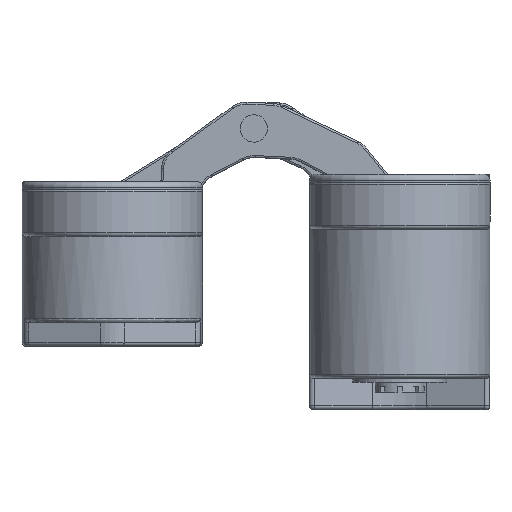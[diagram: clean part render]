
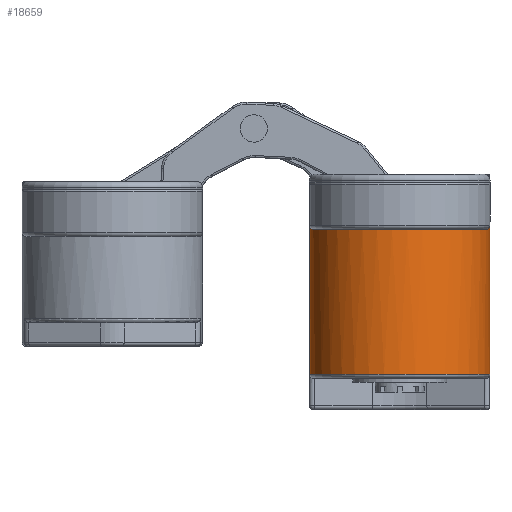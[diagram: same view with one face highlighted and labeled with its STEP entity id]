
A CAD part, front view. The second image highlights one B-rep face of the part: STEP entity #18659.
In plain terms, the highlighted cylindrical face has radius 11.5 mm (diameter 23 mm), a partial arc.
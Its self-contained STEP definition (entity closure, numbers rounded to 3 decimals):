
#949=CIRCLE('',#19690,11.5);
#1063=CIRCLE('',#20020,11.5);
#2413=FACE_OUTER_BOUND('',#3601,.T.);
#3601=EDGE_LOOP('',(#14308,#14309,#14310,#14311,#14312,#14313));
#4474=B_SPLINE_CURVE_WITH_KNOTS('',3,(#28206,#28207,#28208,#28209,#28210,
#28211),.UNSPECIFIED.,.F.,.F.,(4,2,4),(0.632,0.794,
0.957),.UNSPECIFIED.);
#4475=B_SPLINE_CURVE_WITH_KNOTS('',3,(#28273,#28274,#28275,#28276,#28277,
#28278),.UNSPECIFIED.,.F.,.F.,(4,2,4),(0.,0.176,0.323),
 .UNSPECIFIED.);
#4564=LINE('',#28282,#6117);
#4596=LINE('',#28348,#6149);
#6117=VECTOR('',#21994,10.);
#6149=VECTOR('',#22048,10.);
#7651=VERTEX_POINT('',#28203);
#7652=VERTEX_POINT('',#28205);
#7672=VERTEX_POINT('',#28270);
#7673=VERTEX_POINT('',#28272);
#7674=VERTEX_POINT('',#28281);
#7697=VERTEX_POINT('',#28347);
#9332=EDGE_CURVE('',#7651,#7652,#4474,.F.);
#9363=EDGE_CURVE('',#7672,#7673,#4475,.F.);
#9365=EDGE_CURVE('',#7651,#7674,#4564,.T.);
#9398=EDGE_CURVE('',#7673,#7697,#4596,.T.);
#9518=EDGE_CURVE('',#7697,#7674,#949,.T.);
#9944=EDGE_CURVE('',#7652,#7672,#1063,.T.);
#14308=ORIENTED_EDGE('',*,*,#9518,.F.);
#14309=ORIENTED_EDGE('',*,*,#9398,.F.);
#14310=ORIENTED_EDGE('',*,*,#9363,.F.);
#14311=ORIENTED_EDGE('',*,*,#9944,.F.);
#14312=ORIENTED_EDGE('',*,*,#9332,.F.);
#14313=ORIENTED_EDGE('',*,*,#9365,.T.);
#17905=CYLINDRICAL_SURFACE('',#20476,11.5);
#18659=ADVANCED_FACE('',(#2413),#17905,.T.);
#19690=AXIS2_PLACEMENT_3D('',#28594,#22303,#22304);
#20020=AXIS2_PLACEMENT_3D('',#29453,#23235,#23236);
#20476=AXIS2_PLACEMENT_3D('',#30693,#24340,#24341);
#21994=DIRECTION('',(0.,0.,-1.));
#22048=DIRECTION('',(0.,0.,-1.));
#22303=DIRECTION('center_axis',(0.,0.,-1.));
#22304=DIRECTION('ref_axis',(0.,-1.,0.));
#23235=DIRECTION('center_axis',(0.,0.,1.));
#23236=DIRECTION('ref_axis',(1.,0.,0.));
#24340=DIRECTION('center_axis',(0.,0.,-1.));
#24341=DIRECTION('ref_axis',(1.,0.,0.));
#28203=CARTESIAN_POINT('',(-11.5,-33.5,-5.5));
#28205=CARTESIAN_POINT('',(-11.,-36.854,-6.));
#28206=CARTESIAN_POINT('Ctrl Pts',(-11.,-36.854,-6.));
#28207=CARTESIAN_POINT('Ctrl Pts',(-11.158,-36.336,
-6.));
#28208=CARTESIAN_POINT('Ctrl Pts',(-11.29,-35.764,
-5.927));
#28209=CARTESIAN_POINT('Ctrl Pts',(-11.461,-34.611,
-5.733));
#28210=CARTESIAN_POINT('Ctrl Pts',(-11.5,-34.03,-5.611));
#28211=CARTESIAN_POINT('Ctrl Pts',(-11.5,-33.5,-5.5));
#28270=CARTESIAN_POINT('',(11.,-36.854,-6.));
#28272=CARTESIAN_POINT('',(11.5,-33.5,-5.5));
#28273=CARTESIAN_POINT('Ctrl Pts',(11.5,-33.5,-5.5));
#28274=CARTESIAN_POINT('Ctrl Pts',(11.5,-34.073,-5.619));
#28275=CARTESIAN_POINT('Ctrl Pts',(11.446,-34.759,-5.762));
#28276=CARTESIAN_POINT('Ctrl Pts',(11.276,-35.81,-5.931));
#28277=CARTESIAN_POINT('Ctrl Pts',(11.144,-36.383,-6.));
#28278=CARTESIAN_POINT('Ctrl Pts',(11.,-36.854,-6.));
#28281=CARTESIAN_POINT('',(-11.5,-33.5,-24.5));
#28282=CARTESIAN_POINT('',(-11.5,-33.5,-6.));
#28347=CARTESIAN_POINT('',(11.5,-33.5,-24.5));
#28348=CARTESIAN_POINT('',(11.5,-33.5,-6.));
#28594=CARTESIAN_POINT('Origin',(0.,-33.5,-24.5));
#29453=CARTESIAN_POINT('Origin',(0.,-33.5,-6.));
#30693=CARTESIAN_POINT('Origin',(0.,-33.5,-6.));
